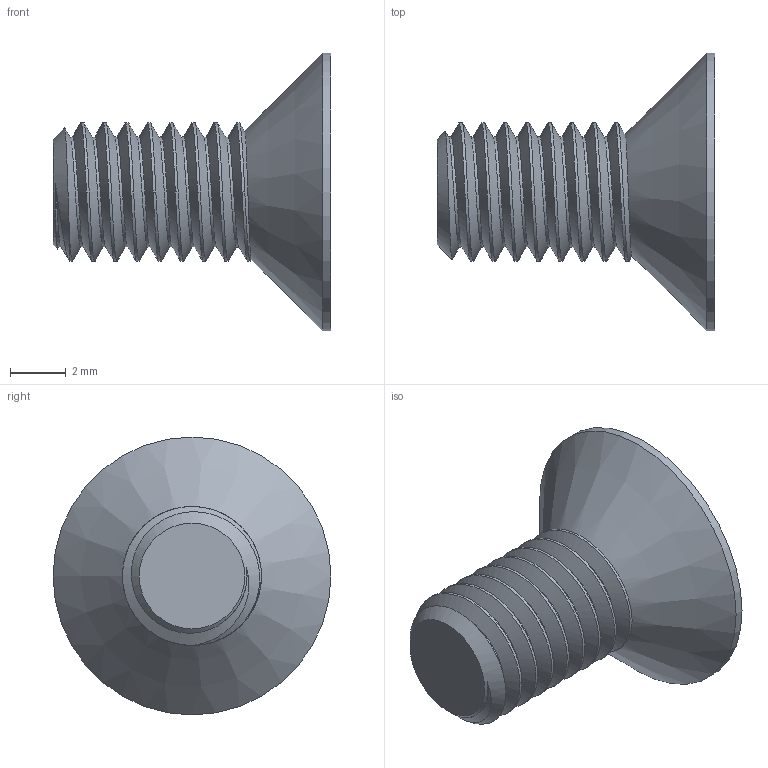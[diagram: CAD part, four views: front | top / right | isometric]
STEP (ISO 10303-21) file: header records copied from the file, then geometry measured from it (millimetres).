
FILE_DESCRIPTION(/* description */ (''),/* implementation_level */ '2;1');
FILE_NAME(/* name */ 'M5x10FHCS-0 v1.step',/* time_stamp */ '2020-09-14T14:43:14-04:00',/* author */ (''),/* organization */ (''),/* preprocessor_version */ 'ST-DEVELOPER v18.1',/* originating_system */ 'Autodesk Translation Framework v9.3.0.1241',/* authorisation */ '');
FILE_SCHEMA (('AUTOMOTIVE_DESIGN { 1 0 10303 214 3 1 1 }'));
Length unit declared in the file: millimetre
Products named in the file (2): M5x10FHCS-0; 92125A208
Assembly tree (1 placements, depth 2):
  M5x10FHCS-0
    92125A208
Bounding box: 10 x 10 x 10 mm (x, y, z)
Volume: 236.6 mm3; surface area: 376.5 mm2
Topology: 1 solids, 1 shells, 39 faces, 93 edges, 57 vertices
Faces by surface type: cylinder 19, cone 9, plane 9, bspline 2
Full cylindrical faces by diameter (mm): 3.961 x7, 5 x7, 10 x1
Entity records: 3236 total; most frequent: CARTESIAN_POINT 2378, ORIENTED_EDGE 186, DIRECTION 138, EDGE_CURVE 93, VERTEX_POINT 57, AXIS2_PLACEMENT_3D 53, B_SPLINE_CURVE_WITH_KNOTS 42, EDGE_LOOP 40
